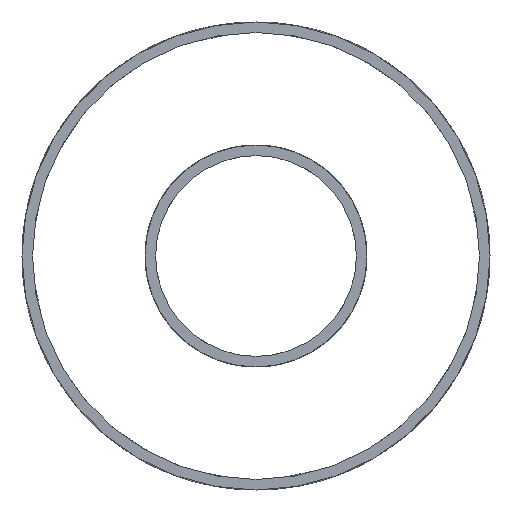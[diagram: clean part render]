
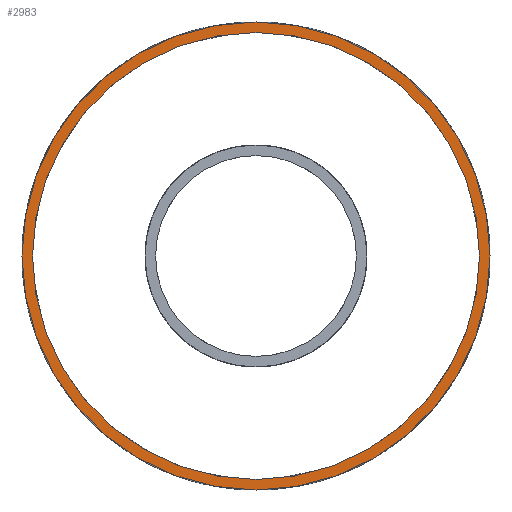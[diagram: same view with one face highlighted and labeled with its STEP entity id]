
A CAD part, front view. The second image highlights one B-rep face of the part: STEP entity #2983.
In plain terms, the highlighted planar face has unit normal (0, -1, 0).
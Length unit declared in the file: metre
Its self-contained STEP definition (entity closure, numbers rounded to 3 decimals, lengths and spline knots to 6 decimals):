
#141 = FACE_BOUND ( 'NONE', #5945, .T. ) ;
#194 = DIRECTION ( 'NONE',  ( 1., 0., 0. ) ) ;
#2833 = CARTESIAN_POINT ( 'NONE',  ( 0., 0., 0. ) ) ;
#2983 = ADVANCED_FACE ( 'NONE', ( #20062, #141 ), #7241, .F. ) ;
#4109 = DIRECTION ( 'NONE',  ( 0., 1., 0. ) ) ;
#4663 = CARTESIAN_POINT ( 'NONE',  ( 0., 0., 0.0444 ) ) ;
#5945 = EDGE_LOOP ( 'NONE', ( #26627, #20458 ) ) ;
#6163 = ORIENTED_EDGE ( 'NONE', *, *, #13034, .F. ) ;
#7241 = PLANE ( 'NONE',  #14603 ) ;
#7650 = DIRECTION ( 'NONE',  ( 1., 0., 0. ) ) ;
#7790 = EDGE_LOOP ( 'NONE', ( #20452, #6163 ) ) ;
#8248 = CARTESIAN_POINT ( 'NONE',  ( 0., 0., -0.0424 ) ) ;
#9878 = CARTESIAN_POINT ( 'NONE',  ( 0., 0., 0. ) ) ;
#12155 = CARTESIAN_POINT ( 'NONE',  ( 0., 0., 0.0424 ) ) ;
#12499 = DIRECTION ( 'NONE',  ( 0., 1., 0. ) ) ;
#13034 = EDGE_CURVE ( 'NONE', #17574, #22166, #20900, .T. ) ;
#14603 = AXIS2_PLACEMENT_3D ( 'NONE', #9878, #12499, #30230 ) ;
#16189 = AXIS2_PLACEMENT_3D ( 'NONE', #2833, #27822, #30444 ) ;
#16547 = CARTESIAN_POINT ( 'NONE',  ( 0., 0., -0.0444 ) ) ;
#16720 = VERTEX_POINT ( 'NONE', #8248 ) ;
#17574 = VERTEX_POINT ( 'NONE', #4663 ) ;
#17632 = CARTESIAN_POINT ( 'NONE',  ( 0., 0., 0. ) ) ;
#18297 = CIRCLE ( 'NONE', #31408, 0.0424 ) ;
#20062 = FACE_OUTER_BOUND ( 'NONE', #7790, .T. ) ;
#20152 = DIRECTION ( 'NONE',  ( 0., 1., 0. ) ) ;
#20452 = ORIENTED_EDGE ( 'NONE', *, *, #21677, .F. ) ;
#20458 = ORIENTED_EDGE ( 'NONE', *, *, #30882, .T. ) ;
#20900 = CIRCLE ( 'NONE', #25094, 0.0444 ) ;
#20925 = CIRCLE ( 'NONE', #16189, 0.0424 ) ;
#21677 = EDGE_CURVE ( 'NONE', #22166, #17574, #26685, .T. ) ;
#22166 = VERTEX_POINT ( 'NONE', #16547 ) ;
#22629 = CARTESIAN_POINT ( 'NONE',  ( 0., 0., 0. ) ) ;
#24609 = AXIS2_PLACEMENT_3D ( 'NONE', #17632, #25210, #194 ) ;
#25094 = AXIS2_PLACEMENT_3D ( 'NONE', #22629, #20152, #7650 ) ;
#25210 = DIRECTION ( 'NONE',  ( 0., 1., 0. ) ) ;
#26627 = ORIENTED_EDGE ( 'NONE', *, *, #28112, .T. ) ;
#26685 = CIRCLE ( 'NONE', #24609, 0.0444 ) ;
#27590 = VERTEX_POINT ( 'NONE', #12155 ) ;
#27822 = DIRECTION ( 'NONE',  ( 0., 1., 0. ) ) ;
#28112 = EDGE_CURVE ( 'NONE', #16720, #27590, #18297, .T. ) ;
#30230 = DIRECTION ( 'NONE',  ( 0., 0., 1. ) ) ;
#30444 = DIRECTION ( 'NONE',  ( 0., 0., 1. ) ) ;
#30882 = EDGE_CURVE ( 'NONE', #27590, #16720, #20925, .T. ) ;
#31223 = CARTESIAN_POINT ( 'NONE',  ( 0., 0., 0. ) ) ;
#31408 = AXIS2_PLACEMENT_3D ( 'NONE', #31223, #4109, #31554 ) ;
#31554 = DIRECTION ( 'NONE',  ( 0., 0., 1. ) ) ;
